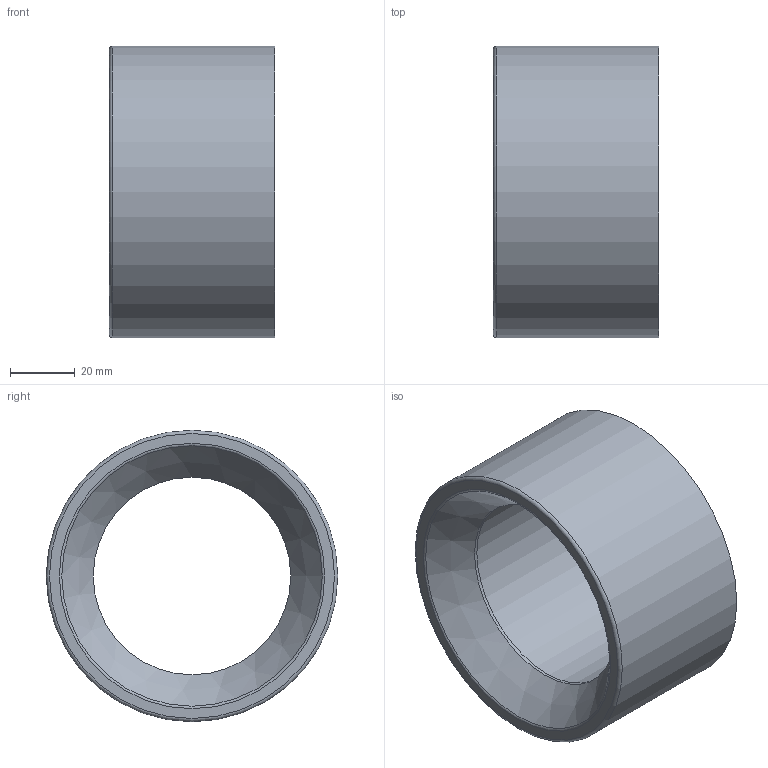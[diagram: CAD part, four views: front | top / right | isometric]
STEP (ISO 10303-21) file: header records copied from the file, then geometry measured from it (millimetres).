
FILE_DESCRIPTION(/* description */ (''),/* implementation_level */ '2;1');
FILE_NAME(/* name */ 'RB90090G.stp',/* time_stamp */ '2016-10-18T15:47:39+02:00',/* author */ ('Gabriele'),/* organization */ (''),/* preprocessor_version */ 'ST-DEVELOPER v16.5',/* originating_system */ 'Autodesk Inventor 2017',/* authorisation */ '');
FILE_SCHEMA (('AUTOMOTIVE_DESIGN { 1 0 10303 214 3 1 1 }'));
Length unit declared in the file: millimetre
Products named in the file (1): RB90090G
Bounding box: 51 x 90 x 90 mm (x, y, z)
Volume: 110022.1 mm3; surface area: 50855.4 mm2
Topology: 1 solids, 1 shells, 13 faces, 22 edges, 13 vertices
Faces by surface type: cylinder 5, plane 4, torus 2, cone 2
Full cylindrical faces by diameter (mm): 61 x1, 63 x1, 72 x1, 81 x1, 90 x1
Entity records: 292 total; most frequent: DIRECTION 54, CARTESIAN_POINT 40, AXIS2_PLACEMENT_3D 27, EDGE_LOOP 26, ORIENTED_EDGE 26, FACE_BOUND 13, FACE_OUTER_BOUND 13, CIRCLE 13
